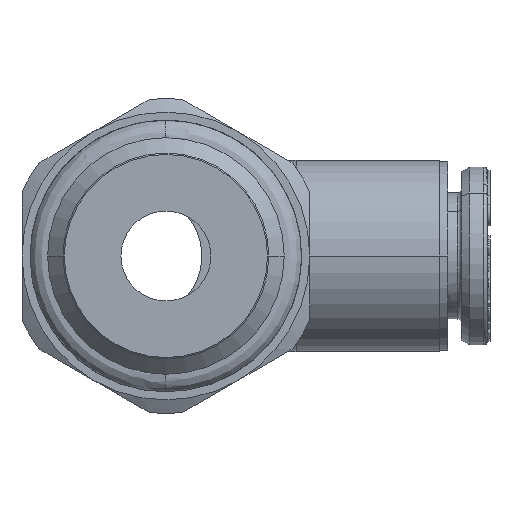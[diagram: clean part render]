
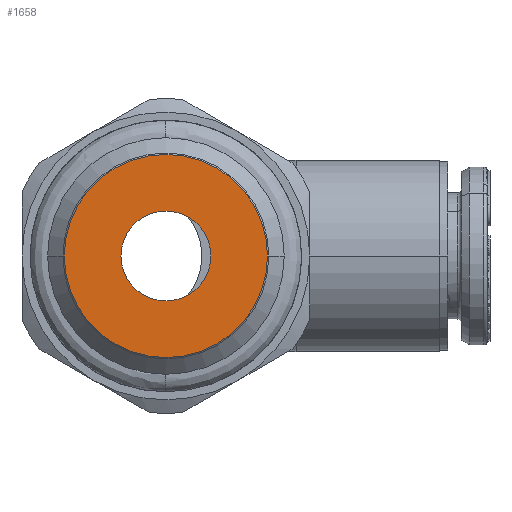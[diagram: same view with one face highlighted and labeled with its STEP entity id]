
A CAD part, left-side view. The second image highlights one B-rep face of the part: STEP entity #1658.
In plain terms, the highlighted planar face has unit normal (-1, 0, 0).
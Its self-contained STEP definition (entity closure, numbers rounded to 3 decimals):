
#1658=ADVANCED_FACE('',(#4422,#4423),#4424,.T.);
#4422=FACE_OUTER_BOUND('',#10795,.T.);
#4423=FACE_BOUND('',#10796,.T.);
#4424=PLANE('',#10797);
#10795=EDGE_LOOP('',(#21316,#21317));
#10796=EDGE_LOOP('',(#21318,#21319));
#10797=AXIS2_PLACEMENT_3D('',#21320,#21321,#21322);
#21316=ORIENTED_EDGE('',*,*,#25123,.F.);
#21317=ORIENTED_EDGE('',*,*,#25124,.F.);
#21318=ORIENTED_EDGE('',*,*,#25125,.F.);
#21319=ORIENTED_EDGE('',*,*,#25122,.F.);
#21320=CARTESIAN_POINT('',(-26.4,0.0,0.0));
#21321=DIRECTION('',(-1.0,0.0,0.0));
#21322=DIRECTION('',(0.0,0.0,-1.0));
#25122=EDGE_CURVE('',#30778,#30776,#30780,.T.);
#25123=EDGE_CURVE('',#30781,#30782,#30783,.T.);
#25124=EDGE_CURVE('',#30782,#30781,#30784,.T.);
#25125=EDGE_CURVE('',#30776,#30778,#30785,.T.);
#30776=VERTEX_POINT('',#42070);
#30778=VERTEX_POINT('',#42073);
#30780=CIRCLE('',#42076,2.5);
#30781=VERTEX_POINT('',#42077);
#30782=VERTEX_POINT('',#42078);
#30783=CIRCLE('',#42079,5.65);
#30784=CIRCLE('',#42080,5.65);
#30785=CIRCLE('',#42081,2.5);
#42070=CARTESIAN_POINT('',(-26.4,0.0,-2.5));
#42073=CARTESIAN_POINT('',(-26.4,0.0,2.5));
#42076=AXIS2_PLACEMENT_3D('',#47544,#47545,#47546);
#42077=CARTESIAN_POINT('',(-26.4,-5.65,0.0));
#42078=CARTESIAN_POINT('',(-26.4,5.65,0.0));
#42079=AXIS2_PLACEMENT_3D('',#47547,#47548,#47549);
#42080=AXIS2_PLACEMENT_3D('',#47550,#47551,#47552);
#42081=AXIS2_PLACEMENT_3D('',#47553,#47554,#47555);
#47544=CARTESIAN_POINT('',(-26.4,0.0,0.0));
#47545=DIRECTION('',(-1.0,0.0,0.0));
#47546=DIRECTION('',(0.0,0.0,1.0));
#47547=CARTESIAN_POINT('',(-26.4,0.0,0.0));
#47548=DIRECTION('',(1.0,0.0,0.0));
#47549=DIRECTION('',(0.0,-1.0,0.0));
#47550=CARTESIAN_POINT('',(-26.4,0.0,0.0));
#47551=DIRECTION('',(1.0,0.0,0.0));
#47552=DIRECTION('',(0.0,1.0,0.0));
#47553=CARTESIAN_POINT('',(-26.4,0.0,0.0));
#47554=DIRECTION('',(-1.0,0.0,0.0));
#47555=DIRECTION('',(0.0,0.0,-1.0));
